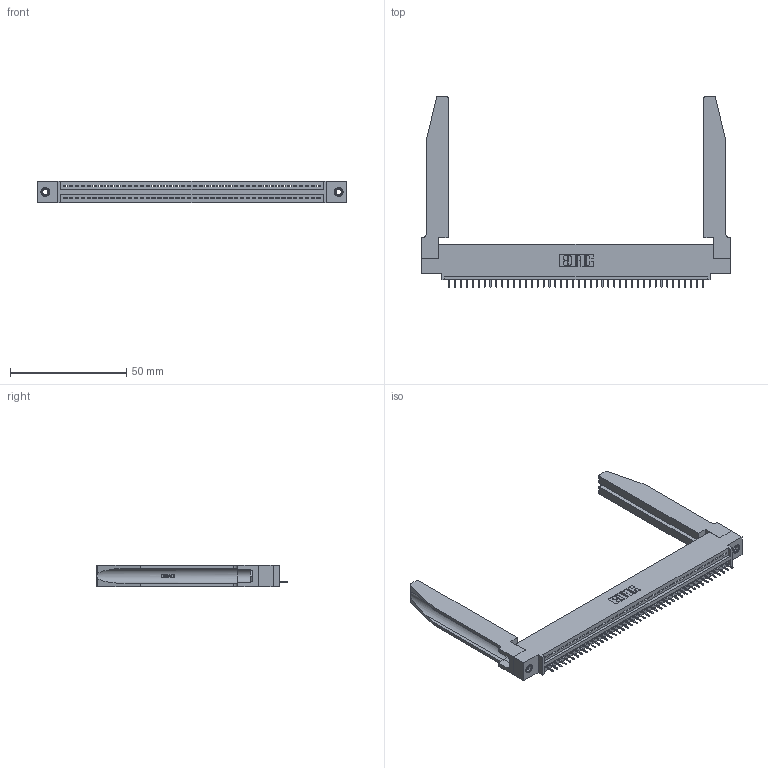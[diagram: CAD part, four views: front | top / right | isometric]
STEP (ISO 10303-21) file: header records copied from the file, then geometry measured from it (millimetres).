
FILE_DESCRIPTION (( 'STEP AP203' ), '1' );
FILE_NAME ('345-044-525-478.STEP', '2020-09-19T22:19:49', ( '' ), ( '' ), 'SwSTEP 2.0', 'SolidWorks 2020', '' );
FILE_SCHEMA (( 'CONFIG_CONTROL_DESIGN' ));
Length unit declared in the file: inch
Products named in the file (5): 345-044-525-478; 345-250-001_345-250-001-102; 345-220-078_345-220-078; 345-292-001_345-293-125; 345 Part_0.110 Offset - 0.156 Dia-TH
Assembly tree (49 placements, depth 2):
  345-044-525-478
    345 Part_0.110 Offset - 0.156 Dia-TH
    345-292-001_345-293-125  x44
    345-250-001_345-250-001-102  x2
    345-220-078_345-220-078  x2
Bounding box: 132.99 x 82.47 x 9.4 mm (x, y, z)
Volume: 20165.8 mm3; surface area: 22827.8 mm2
Topology: 49 solids, 49 shells, 3092 faces, 8881 edges, 5734 vertices
Faces by surface type: plane 2250, cylinder 790, bspline 36, cone 12, torus 4
Entity records: 37792 total; most frequent: CARTESIAN_POINT 7443, ORIENTED_EDGE 6318, DIRECTION 5505, EDGE_CURVE 3159, VECTOR 2761, LINE 2761, VERTEX_POINT 2096, AXIS2_PLACEMENT_3D 1372
